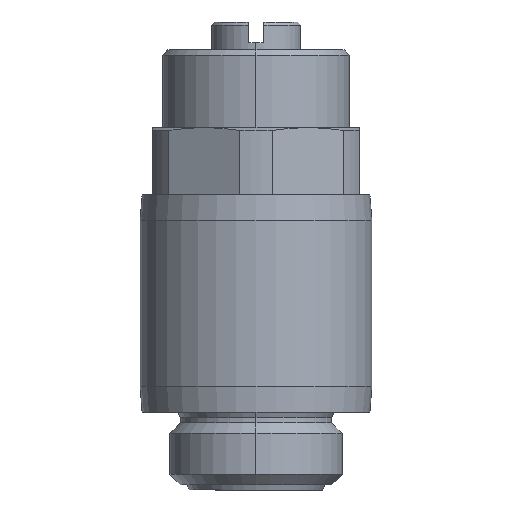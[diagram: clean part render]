
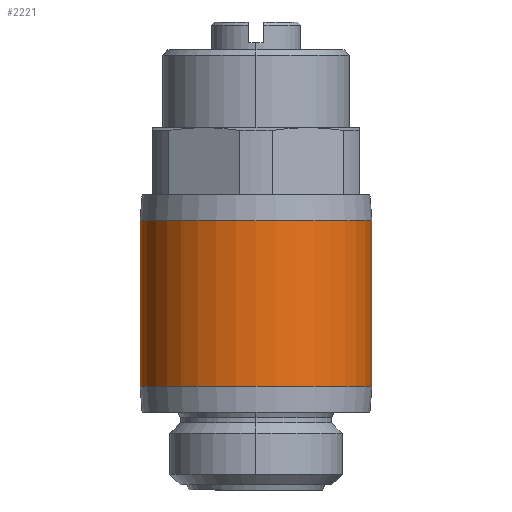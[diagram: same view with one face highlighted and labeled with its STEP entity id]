
A CAD part, left-side view. The second image highlights one B-rep face of the part: STEP entity #2221.
In plain terms, the highlighted cylindrical face has radius 11.2 mm (diameter 22.4 mm), a partial arc.
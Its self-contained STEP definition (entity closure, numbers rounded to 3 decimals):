
#56 = ORIENTED_EDGE ( 'NONE', *, *, #9000, .T. ) ;
#112 = VERTEX_POINT ( 'NONE', #15474 ) ;
#448 = FACE_OUTER_BOUND ( 'NONE', #8838, .T. ) ;
#572 = DIRECTION ( 'NONE',  ( 0., 0., -1. ) ) ;
#832 = DIRECTION ( 'NONE',  ( 0., 0., 1. ) ) ;
#1140 = LINE ( 'NONE', #9676, #4294 ) ;
#1733 = DIRECTION ( 'NONE',  ( 0., 0., 1. ) ) ;
#2221 = ADVANCED_FACE ( 'NONE', ( #448 ), #6727, .T. ) ;
#3137 = CARTESIAN_POINT ( 'NONE',  ( 6.6, 11.2, 0. ) ) ;
#4294 = VECTOR ( 'NONE', #832, 1000. ) ;
#4600 = AXIS2_PLACEMENT_3D ( 'NONE', #6898, #572, #7016 ) ;
#5555 = DIRECTION ( 'NONE',  ( 0., 0., 1. ) ) ;
#5741 = CARTESIAN_POINT ( 'NONE',  ( 6.6, 11.2, 8. ) ) ;
#5817 = ORIENTED_EDGE ( 'NONE', *, *, #10847, .T. ) ;
#6727 = CYLINDRICAL_SURFACE ( 'NONE', #12192, 11.2 ) ;
#6898 = CARTESIAN_POINT ( 'NONE',  ( 6.6, 0., 8. ) ) ;
#7016 = DIRECTION ( 'NONE',  ( 0., -1., 0. ) ) ;
#7029 = CARTESIAN_POINT ( 'NONE',  ( 6.6, -11.2, 8. ) ) ;
#7359 = DIRECTION ( 'NONE',  ( 0., 0., 1. ) ) ;
#7407 = ORIENTED_EDGE ( 'NONE', *, *, #10170, .T. ) ;
#7449 = LINE ( 'NONE', #3137, #14780 ) ;
#7947 = DIRECTION ( 'NONE',  ( 0., -1., 0. ) ) ;
#7984 = VERTEX_POINT ( 'NONE', #7029 ) ;
#8064 = VERTEX_POINT ( 'NONE', #5741 ) ;
#8557 = DIRECTION ( 'NONE',  ( 0., -1., 0. ) ) ;
#8838 = EDGE_LOOP ( 'NONE', ( #56, #7407, #5817, #11678 ) ) ;
#9000 = EDGE_CURVE ( 'NONE', #9700, #112, #14408, .T. ) ;
#9676 = CARTESIAN_POINT ( 'NONE',  ( 6.6, -11.2, 0. ) ) ;
#9700 = VERTEX_POINT ( 'NONE', #14675 ) ;
#9816 = CARTESIAN_POINT ( 'NONE',  ( 6.6, 0., 0. ) ) ;
#10170 = EDGE_CURVE ( 'NONE', #112, #8064, #7449, .T. ) ;
#10847 = EDGE_CURVE ( 'NONE', #8064, #7984, #13576, .T. ) ;
#11445 = EDGE_CURVE ( 'NONE', #9700, #7984, #1140, .T. ) ;
#11678 = ORIENTED_EDGE ( 'NONE', *, *, #11445, .F. ) ;
#11925 = CARTESIAN_POINT ( 'NONE',  ( 6.6, 0., -8. ) ) ;
#12192 = AXIS2_PLACEMENT_3D ( 'NONE', #9816, #7359, #8557 ) ;
#13576 = CIRCLE ( 'NONE', #4600, 11.2 ) ;
#14408 = CIRCLE ( 'NONE', #16132, 11.2 ) ;
#14675 = CARTESIAN_POINT ( 'NONE',  ( 6.6, -11.2, -8. ) ) ;
#14780 = VECTOR ( 'NONE', #5555, 1000. ) ;
#15474 = CARTESIAN_POINT ( 'NONE',  ( 6.6, 11.2, -8. ) ) ;
#16132 = AXIS2_PLACEMENT_3D ( 'NONE', #11925, #1733, #7947 ) ;
